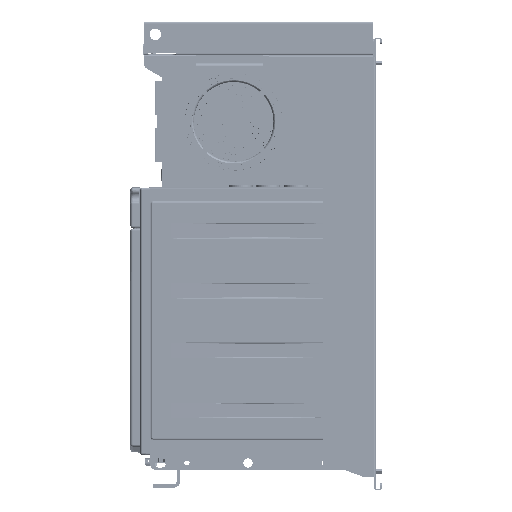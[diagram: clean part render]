
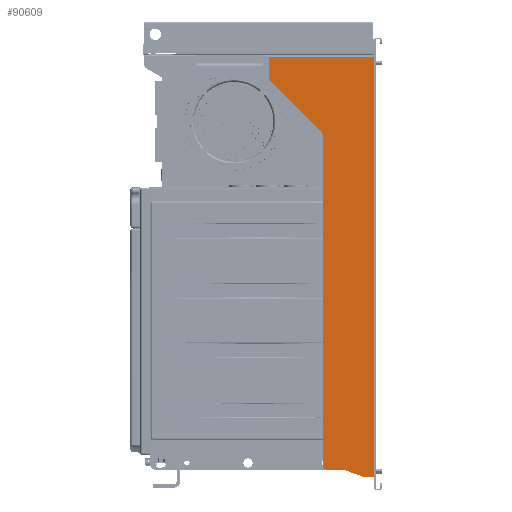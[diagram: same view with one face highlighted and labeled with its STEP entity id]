
A CAD part, left-side view. The second image highlights one B-rep face of the part: STEP entity #90609.
In plain terms, the highlighted planar face has unit normal (-1, 0, 0).
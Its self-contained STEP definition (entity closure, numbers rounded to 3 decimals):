
#63094=CIRCLE('',#333246,10.);
#63099=CIRCLE('',#333253,10.);
#63100=CIRCLE('',#333255,10.);
#90609=ADVANCED_FACE('F19',(#112497),#103253,.T.);
#103253=PLANE('',#333503);
#112497=FACE_OUTER_BOUND('',#127769,.T.);
#127769=EDGE_LOOP('',(#164346,#164347,#164348,#164349,#164350,#164351,#164352,
#164353,#164354,#164355,#164356,#164357,#164358));
#164346=ORIENTED_EDGE('',*,*,#257596,.T.);
#164347=ORIENTED_EDGE('',*,*,#258138,.T.);
#164348=ORIENTED_EDGE('',*,*,#258135,.T.);
#164349=ORIENTED_EDGE('',*,*,#257606,.T.);
#164350=ORIENTED_EDGE('',*,*,#258133,.F.);
#164351=ORIENTED_EDGE('',*,*,#257673,.T.);
#164352=ORIENTED_EDGE('',*,*,#258105,.T.);
#164353=ORIENTED_EDGE('',*,*,#257675,.T.);
#164354=ORIENTED_EDGE('',*,*,#258102,.T.);
#164355=ORIENTED_EDGE('',*,*,#257663,.T.);
#164356=ORIENTED_EDGE('',*,*,#258101,.T.);
#164357=ORIENTED_EDGE('',*,*,#258097,.T.);
#164358=ORIENTED_EDGE('',*,*,#258139,.F.);
#227967=VERTEX_POINT('',#462296);
#227968=VERTEX_POINT('',#462298);
#227975=VERTEX_POINT('',#462314);
#227977=VERTEX_POINT('',#462318);
#228034=VERTEX_POINT('',#462448);
#228035=VERTEX_POINT('',#462449);
#228044=VERTEX_POINT('',#462469);
#228045=VERTEX_POINT('',#462471);
#228046=VERTEX_POINT('',#462475);
#228047=VERTEX_POINT('',#462476);
#228324=VERTEX_POINT('',#463315);
#228326=VERTEX_POINT('',#463318);
#228342=VERTEX_POINT('',#463388);
#257596=EDGE_CURVE('E778',#227968,#227967,#290686,.T.);
#257606=EDGE_CURVE('E760',#227975,#227977,#290691,.T.);
#257663=EDGE_CURVE('E615',#228034,#228035,#63094,.T.);
#257673=EDGE_CURVE('E596',#228045,#228044,#63099,.T.);
#257675=EDGE_CURVE('E585',#228046,#228047,#63100,.T.);
#258097=EDGE_CURVE('E85',#228326,#228324,#291070,.T.);
#258101=EDGE_CURVE('E84',#228035,#228326,#291074,.T.);
#258102=EDGE_CURVE('E83',#228047,#228034,#291075,.T.);
#258105=EDGE_CURVE('E82',#228044,#228046,#291078,.T.);
#258133=EDGE_CURVE('E81',#228045,#227977,#291094,.T.);
#258135=EDGE_CURVE('E32',#228342,#227975,#291096,.T.);
#258138=EDGE_CURVE('E19',#227967,#228342,#291099,.T.);
#258139=EDGE_CURVE('E86',#227968,#228324,#291100,.T.);
#290686=LINE('',#462297,#310827);
#290691=LINE('',#462319,#310832);
#291070=LINE('',#463317,#311211);
#291074=LINE('',#463324,#311215);
#291075=LINE('',#463326,#311216);
#291078=LINE('',#463330,#311219);
#291094=LINE('',#463383,#311235);
#291096=LINE('',#463387,#311237);
#291099=LINE('',#463393,#311240);
#291100=LINE('',#463394,#311241);
#310827=VECTOR('',#368210,1.);
#310832=VECTOR('',#368229,1.);
#311211=VECTOR('',#369150,1.);
#311215=VECTOR('',#369156,1.);
#311216=VECTOR('',#369159,1.);
#311219=VECTOR('',#369164,1.);
#311235=VECTOR('',#369226,1.);
#311237=VECTOR('',#369232,1.);
#311240=VECTOR('',#369237,1.);
#311241=VECTOR('',#369238,1.);
#333246=AXIS2_PLACEMENT_3D('',#462447,#368344,#368345);
#333253=AXIS2_PLACEMENT_3D('',#462470,#368363,#368364);
#333255=AXIS2_PLACEMENT_3D('',#462474,#368368,#368369);
#333503=AXIS2_PLACEMENT_3D('',#463395,#369239,#369240);
#368210=DIRECTION('',(0.,0.,1.));
#368229=DIRECTION('',(0.,1.,0.));
#368344=DIRECTION('',(-1.,0.,0.));
#368345=DIRECTION('',(0.,0.,1.));
#368363=DIRECTION('',(-1.,0.,0.));
#368364=DIRECTION('',(0.,0.,1.));
#368368=DIRECTION('',(1.,0.,0.));
#368369=DIRECTION('',(0.,0.,-1.));
#369150=DIRECTION('',(0.,-0.94,-0.342));
#369156=DIRECTION('',(0.,-1.,0.));
#369159=DIRECTION('',(0.,0.,-1.));
#369164=DIRECTION('',(0.,-0.707,-0.707));
#369226=DIRECTION('',(0.,0.,1.));
#369232=DIRECTION('',(0.,0.,1.));
#369237=DIRECTION('',(0.,1.,0.));
#369238=DIRECTION('',(0.,1.,0.));
#369239=DIRECTION('',(-1.,0.,0.));
#369240=DIRECTION('',(0.,-1.,0.));
#462296=CARTESIAN_POINT('',(-123.5,1.,930.));
#462297=CARTESIAN_POINT('',(-123.5,1.,457.5));
#462298=CARTESIAN_POINT('',(-123.5,1.,-15.));
#462314=CARTESIAN_POINT('',(-123.5,4.,931.));
#462318=CARTESIAN_POINT('',(-123.5,237.2,931.));
#462319=CARTESIAN_POINT('',(-123.5,120.6,931.));
#462447=CARTESIAN_POINT('',(-123.5,107.,11.));
#462448=CARTESIAN_POINT('',(-123.5,117.,11.));
#462449=CARTESIAN_POINT('',(-123.5,107.,1.));
#462469=CARTESIAN_POINT('',(-123.5,234.271,878.071));
#462470=CARTESIAN_POINT('',(-123.5,227.2,885.142));
#462471=CARTESIAN_POINT('',(-123.5,237.2,885.142));
#462474=CARTESIAN_POINT('',(-123.5,127.,756.658));
#462475=CARTESIAN_POINT('',(-123.5,119.929,763.729));
#462476=CARTESIAN_POINT('',(-123.5,117.,756.658));
#463315=CARTESIAN_POINT('',(-123.5,26.,-15.));
#463317=CARTESIAN_POINT('',(-123.5,47.98,-7.));
#463318=CARTESIAN_POINT('',(-123.5,69.96,1.));
#463324=CARTESIAN_POINT('',(-123.5,88.48,1.));
#463326=CARTESIAN_POINT('',(-123.5,117.,383.829));
#463330=CARTESIAN_POINT('',(-123.5,177.1,820.9));
#463383=CARTESIAN_POINT('',(-123.5,237.2,908.071));
#463387=CARTESIAN_POINT('',(-123.5,4.,930.5));
#463388=CARTESIAN_POINT('',(-123.5,4.,930.));
#463393=CARTESIAN_POINT('',(-123.5,2.5,930.));
#463394=CARTESIAN_POINT('',(-123.5,13.5,-15.));
#463395=CARTESIAN_POINT('',(-123.5,237.3,-15.1));
